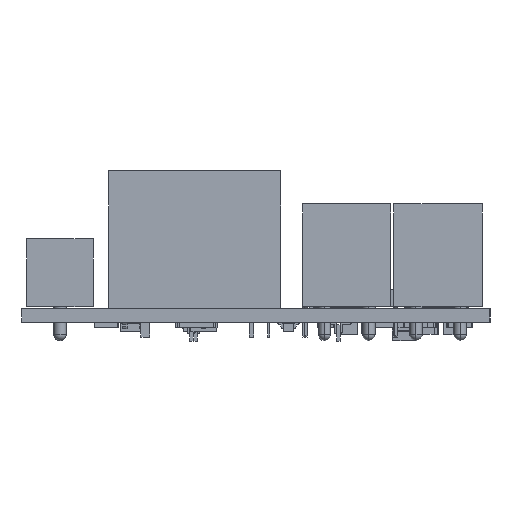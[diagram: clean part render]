
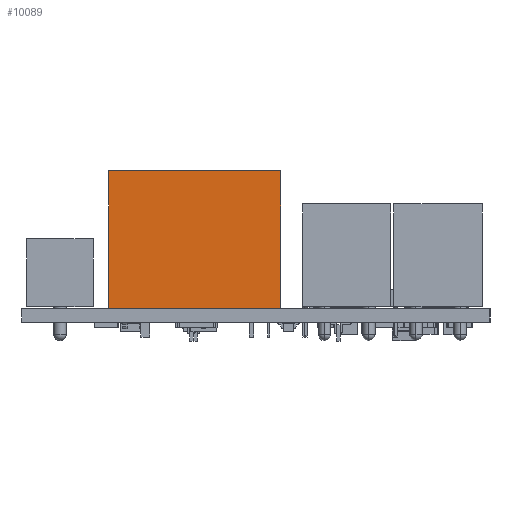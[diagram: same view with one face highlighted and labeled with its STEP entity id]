
A CAD part, left-side view. The second image highlights one B-rep face of the part: STEP entity #10089.
In plain terms, the highlighted face is planar.
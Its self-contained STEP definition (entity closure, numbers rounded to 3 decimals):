
#10089 = ADVANCED_FACE('',(#10090),#10124,.F.);
#10090 = FACE_BOUND('',#10091,.T.);
#10091 = EDGE_LOOP('',(#10092,#10102,#10110,#10118));
#10092 = ORIENTED_EDGE('',*,*,#10093,.T.);
#10093 = EDGE_CURVE('',#10094,#10096,#10098,.T.);
#10094 = VERTEX_POINT('',#10095);
#10095 = CARTESIAN_POINT('',(9.9,15.8,-7.9));
#10096 = VERTEX_POINT('',#10097);
#10097 = CARTESIAN_POINT('',(9.9,0.,-7.9));
#10098 = LINE('',#10099,#10100);
#10099 = CARTESIAN_POINT('',(9.9,7.9,-7.9));
#10100 = VECTOR('',#10101,1.);
#10101 = DIRECTION('',(0.,-1.,0.));
#10102 = ORIENTED_EDGE('',*,*,#10103,.T.);
#10103 = EDGE_CURVE('',#10096,#10104,#10106,.T.);
#10104 = VERTEX_POINT('',#10105);
#10105 = CARTESIAN_POINT('',(-9.9,0.,-7.9));
#10106 = LINE('',#10107,#10108);
#10107 = CARTESIAN_POINT('',(0.,0.,-7.9));
#10108 = VECTOR('',#10109,1.);
#10109 = DIRECTION('',(-1.,0.,0.));
#10110 = ORIENTED_EDGE('',*,*,#10111,.T.);
#10111 = EDGE_CURVE('',#10104,#10112,#10114,.T.);
#10112 = VERTEX_POINT('',#10113);
#10113 = CARTESIAN_POINT('',(-9.9,15.8,-7.9));
#10114 = LINE('',#10115,#10116);
#10115 = CARTESIAN_POINT('',(-9.9,7.9,-7.9));
#10116 = VECTOR('',#10117,1.);
#10117 = DIRECTION('',(0.,1.,0.));
#10118 = ORIENTED_EDGE('',*,*,#10119,.T.);
#10119 = EDGE_CURVE('',#10112,#10094,#10120,.T.);
#10120 = LINE('',#10121,#10122);
#10121 = CARTESIAN_POINT('',(0.,15.8,-7.9));
#10122 = VECTOR('',#10123,1.);
#10123 = DIRECTION('',(1.,0.,0.));
#10124 = PLANE('',#10125);
#10125 = AXIS2_PLACEMENT_3D('',#10126,#10127,#10128);
#10126 = CARTESIAN_POINT('',(0.,7.9,-7.9));
#10127 = DIRECTION('',(0.,0.,1.));
#10128 = DIRECTION('',(1.,0.,0.));
